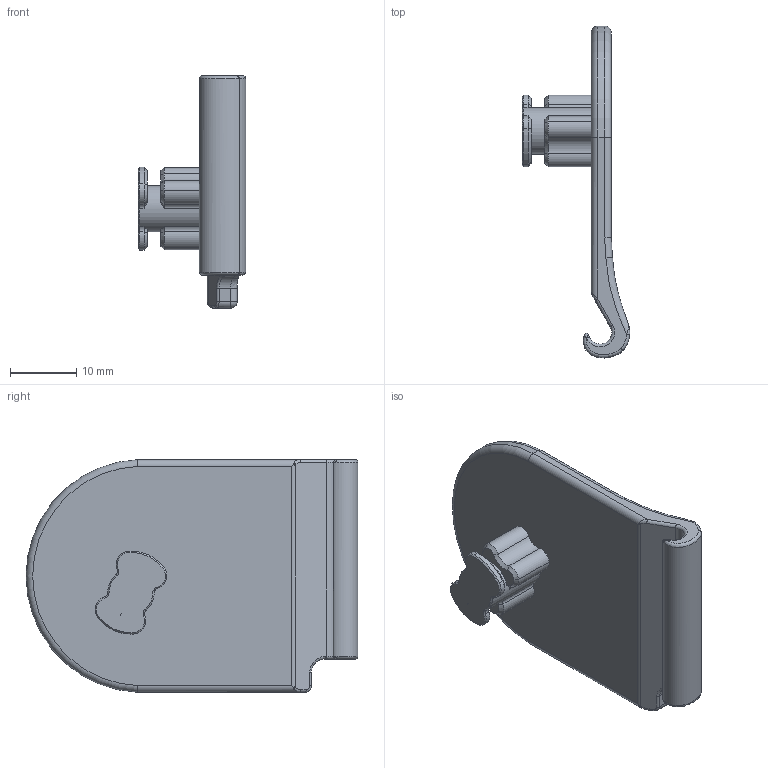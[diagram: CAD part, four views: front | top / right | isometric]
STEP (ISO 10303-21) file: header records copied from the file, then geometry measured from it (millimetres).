
FILE_DESCRIPTION(/* description */ (''),/* implementation_level */ '2;1');
FILE_NAME(/* name */ '5f9da61d777c8a0e96c93e0a',/* time_stamp */ '2020-10-31T17:59:57+00:00',/* author */ (''),/* organization */ (''),/* preprocessor_version */ 'ST-DEVELOPER v16.7',/* originating_system */ $,/* authorisation */ $);
FILE_SCHEMA (('AUTOMOTIVE_DESIGN {1 0 10303 214 3 1 1}'));
Length unit declared in the file: metre
Products named in the file (1): Left
Bounding box: 16.2 x 49.95 x 35 mm (x, y, z)
Volume: 5777.1 mm3; surface area: 4220.4 mm2
Topology: 1 solids, 1 shells, 137 faces, 334 edges, 189 vertices
Faces by surface type: cylinder 52, cone 36, bspline 21, plane 15, torus 8, sphere 5
Full cylindrical faces by diameter (mm): 7 x1
Entity records: 5135 total; most frequent: CARTESIAN_POINT 1995, DIRECTION 689, ORIENTED_EDGE 646, EDGE_CURVE 323, AXIS2_PLACEMENT_3D 290, VERTEX_POINT 189, CIRCLE 157, EDGE_LOOP 140
